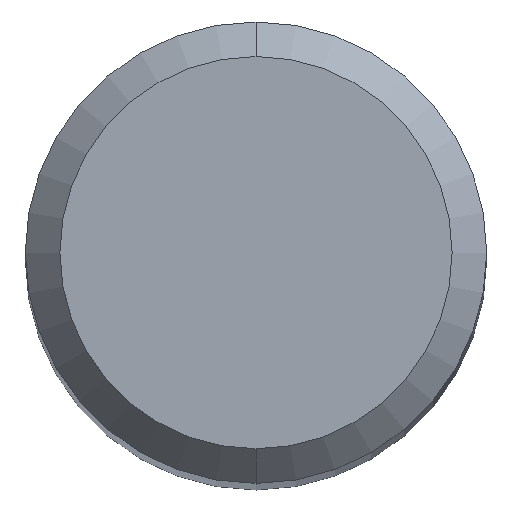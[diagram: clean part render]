
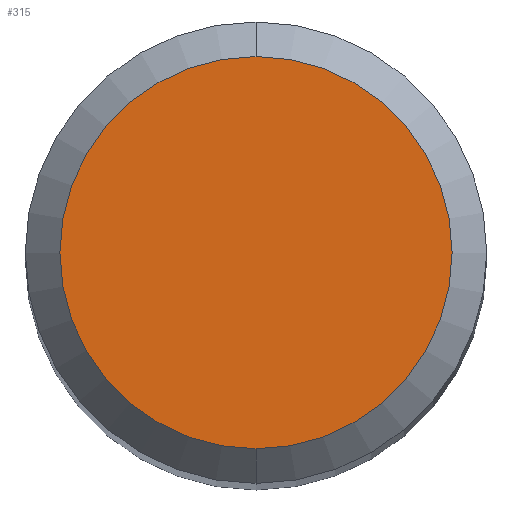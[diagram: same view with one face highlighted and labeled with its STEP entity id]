
A CAD part, top view. The second image highlights one B-rep face of the part: STEP entity #315.
In plain terms, the highlighted planar face has unit normal (0, 0, 1).
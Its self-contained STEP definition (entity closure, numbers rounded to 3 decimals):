
#171=EDGE_CURVE('',#381,#299,#462,.T.);
#203=EDGE_CURVE('',#299,#381,#495,.T.);
#299=VERTEX_POINT('',#604);
#315=ADVANCED_FACE('',(#623),#624,.T.);
#381=VERTEX_POINT('',#697);
#462=CIRCLE('',#774,1.7);
#495=CIRCLE('',#831,1.7);
#604=CARTESIAN_POINT('',(0.0,1.7,31.913));
#623=FACE_OUTER_BOUND('',#1096,.T.);
#624=PLANE('',#1097);
#697=CARTESIAN_POINT('',(0.,-1.7,31.913));
#774=AXIS2_PLACEMENT_3D('',#1425,#1426,#1427);
#831=AXIS2_PLACEMENT_3D('',#1450,#1451,#1452);
#1096=EDGE_LOOP('',(#1620,#1621));
#1097=AXIS2_PLACEMENT_3D('',#1622,#1623,#1624);
#1425=CARTESIAN_POINT('',(0.0,0.0,31.913));
#1426=DIRECTION('',(0.0,0.0,-1.0));
#1427=DIRECTION('',(0.0,1.0,0.0));
#1450=CARTESIAN_POINT('',(0.0,0.0,31.913));
#1451=DIRECTION('',(0.0,0.0,-1.0));
#1452=DIRECTION('',(0.0,1.0,0.0));
#1620=ORIENTED_EDGE('',*,*,#203,.F.);
#1621=ORIENTED_EDGE('',*,*,#171,.F.);
#1622=CARTESIAN_POINT('',(0.0,0.85,31.913));
#1623=DIRECTION('',(-0.0,0.0,1.0));
#1624=DIRECTION('',(0.0,-1.0,0.0));
